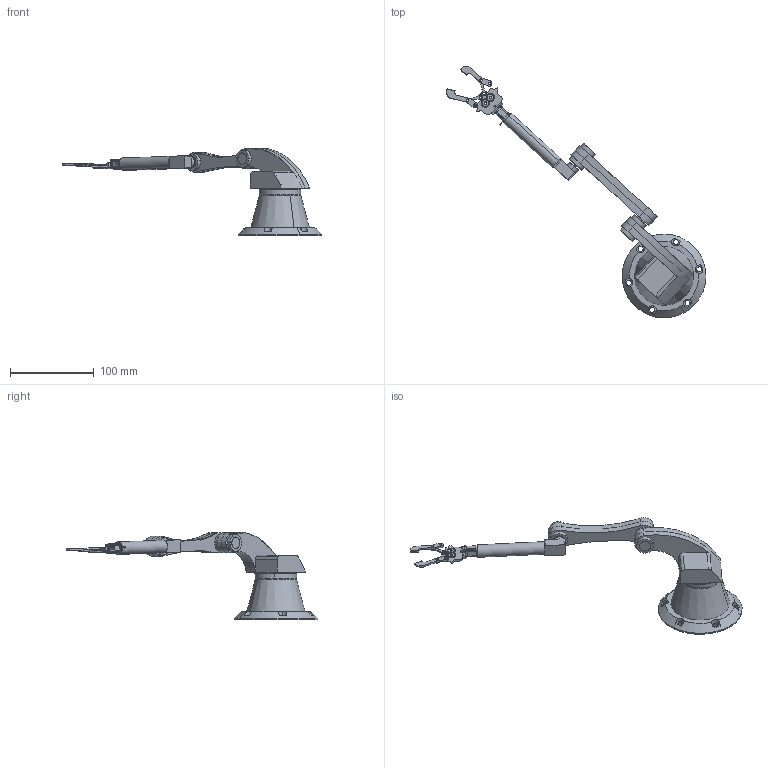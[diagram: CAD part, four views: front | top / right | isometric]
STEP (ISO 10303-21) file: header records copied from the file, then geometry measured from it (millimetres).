
FILE_DESCRIPTION(('CATIA V5 STEP Exchange','CAx-IF Rec.Pracs.--- Model Styling and Organization---1.4--- 2014-01-23','CAx-IF Rec.Pracs.---3D Tessellated Data Validation Properties---0.5---2014-09-14'),'2;1');
FILE_NAME('ROBOT BLENDER.stp','2024-06-25T01:20:54+00:00',('none'),('none'),'CATIA Version 5-6 Release 2018','CATIA V5 STEP AP242','none');
FILE_SCHEMA(('AP242_MANAGED_MODEL_BASED_3D_ENGINEERING_MIM_LF {1 0 10303 442 1 1 4}'));
Length unit declared in the file: millimetre
Products named in the file (14): Product8; Part1; BRAS STATIQUE; Support Rotatif de bras 0; BRAS STATIQUE.1; Part1.1; Part1.2; bras_2; ml42hs2-3d-model; bras rotatif 2 du motor; Griper base; roue gripper; gripper_arm_0; gripper arm _pince
Assembly tree (17 placements, depth 2):
  Product8
    Part1
    BRAS STATIQUE
    Support Rotatif de bras 0
    BRAS STATIQUE.1
    Part1.1
    Part1.2
    bras_2
    ml42hs2-3d-model  x2
    bras rotatif 2 du motor
    Griper base
    roue gripper  x2
    gripper_arm_0  x2
    gripper arm _pince  x2
Bounding box: 310.26 x 300.31 x 104.79 mm (x, y, z)
Volume: 199594 mm3; surface area: 99441.1 mm2
Topology: 47 solids, 47 shells, 1742 faces, 5329 edges, 3409 vertices
Faces by surface type: cylinder 718, plane 516, sphere 232, torus 224, cone 52
Entity records: 33514 total; most frequent: CARTESIAN_POINT 9736, ORIENTED_EDGE 5656, DIRECTION 3531, EDGE_CURVE 2828, VERTEX_POINT 1883, AXIS2_PLACEMENT_3D 1847, CIRCLE 1145, EDGE_LOOP 1120
